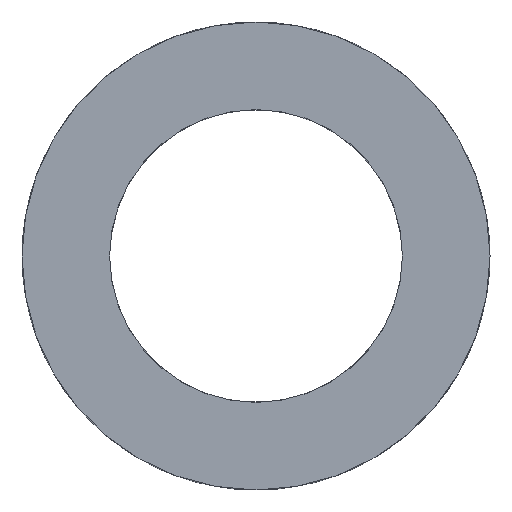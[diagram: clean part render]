
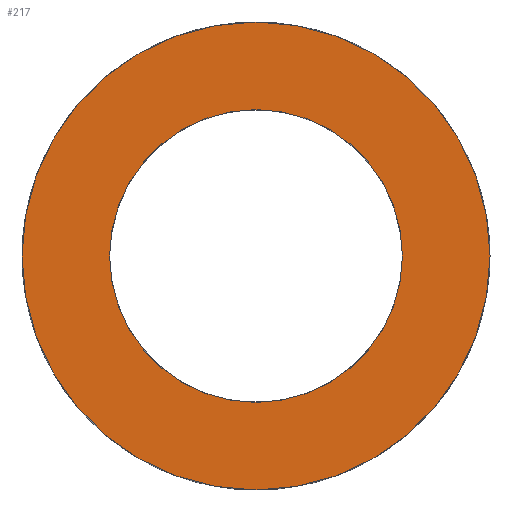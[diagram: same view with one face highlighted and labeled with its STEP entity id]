
A CAD part, top view. The second image highlights one B-rep face of the part: STEP entity #217.
In plain terms, the highlighted planar face has unit normal (0, 0, 1).
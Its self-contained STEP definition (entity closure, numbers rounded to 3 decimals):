
#15=FACE_BOUND('',#51,.T.);
#25=CIRCLE('',#253,15.);
#28=CIRCLE('',#258,23.981);
#39=FACE_OUTER_BOUND('',#50,.T.);
#50=EDGE_LOOP('',(#193));
#51=EDGE_LOOP('',(#194));
#107=VERTEX_POINT('',#377);
#108=VERTEX_POINT('',#384);
#133=EDGE_CURVE('',#107,#107,#25,.T.);
#136=EDGE_CURVE('',#108,#108,#28,.T.);
#193=ORIENTED_EDGE('',*,*,#136,.T.);
#194=ORIENTED_EDGE('',*,*,#133,.T.);
#206=PLANE('',#260);
#217=ADVANCED_FACE('',(#39,#15),#206,.T.);
#253=AXIS2_PLACEMENT_3D('',#379,#309,#310);
#258=AXIS2_PLACEMENT_3D('',#385,#319,#320);
#260=AXIS2_PLACEMENT_3D('',#388,#324,#325);
#309=DIRECTION('center_axis',(0.,0.,-1.));
#310=DIRECTION('ref_axis',(-1.,0.,0.));
#319=DIRECTION('center_axis',(0.,0.,1.));
#320=DIRECTION('ref_axis',(-1.,0.,0.));
#324=DIRECTION('center_axis',(0.,0.,1.));
#325=DIRECTION('ref_axis',(1.,0.,0.));
#377=CARTESIAN_POINT('',(15.,0.,5.));
#379=CARTESIAN_POINT('Origin',(0.,0.,5.));
#384=CARTESIAN_POINT('',(23.981,0.,5.));
#385=CARTESIAN_POINT('Origin',(0.,0.,5.));
#388=CARTESIAN_POINT('Origin',(0.,0.,5.));
